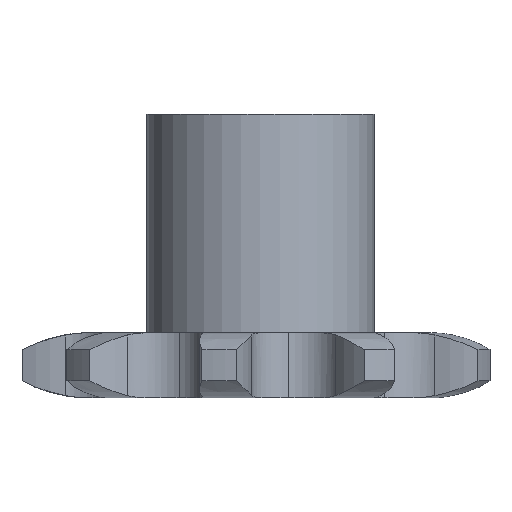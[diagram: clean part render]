
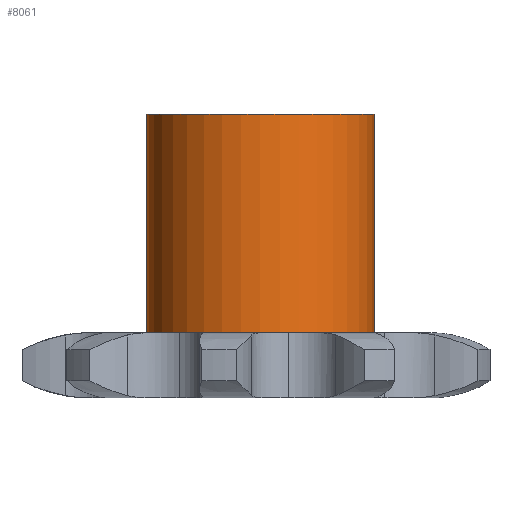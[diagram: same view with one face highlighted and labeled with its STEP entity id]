
A CAD part, left-side view. The second image highlights one B-rep face of the part: STEP entity #8061.
In plain terms, the highlighted cylindrical face has radius 4 mm (diameter 8 mm), a full revolution.
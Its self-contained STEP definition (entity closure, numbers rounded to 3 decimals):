
#100 = PLANE('',#101);
#101 = AXIS2_PLACEMENT_3D('',#102,#103,#104);
#102 = CARTESIAN_POINT('',(0.,0.,1.15));
#103 = DIRECTION('',(0.,0.,1.));
#104 = DIRECTION('',(0.,1.,0.));
#2787 = EDGE_CURVE('',#2788,#2788,#2790,.T.);
#2788 = VERTEX_POINT('',#2789);
#2789 = CARTESIAN_POINT('',(4.,0.,1.15));
#2790 = SURFACE_CURVE('',#2791,(#2796,#2807),.PCURVE_S1.);
#2791 = CIRCLE('',#2792,4.);
#2792 = AXIS2_PLACEMENT_3D('',#2793,#2794,#2795);
#2793 = CARTESIAN_POINT('',(0.,0.,1.15));
#2794 = DIRECTION('',(0.,0.,-1.));
#2795 = DIRECTION('',(1.,0.,0.));
#2796 = PCURVE('',#100,#2797);
#2797 = DEFINITIONAL_REPRESENTATION('',(#2798),#2806);
#2798 = ( BOUNDED_CURVE() B_SPLINE_CURVE(2,(#2799,#2800,#2801,#2802,
#2803,#2804,#2805),.UNSPECIFIED.,.T.,.F.) B_SPLINE_CURVE_WITH_KNOTS((1,2
    ,2,2,2,1),(-2.094,0.,2.094,4.189,
6.283,8.378),.UNSPECIFIED.) CURVE() 
GEOMETRIC_REPRESENTATION_ITEM() RATIONAL_B_SPLINE_CURVE((1.,0.5,1.,0.5,
1.,0.5,1.)) REPRESENTATION_ITEM('') );
#2799 = CARTESIAN_POINT('',(0.,-4.));
#2800 = CARTESIAN_POINT('',(-6.928,-4.));
#2801 = CARTESIAN_POINT('',(-3.464,2.));
#2802 = CARTESIAN_POINT('',(0.,8.));
#2803 = CARTESIAN_POINT('',(3.464,2.));
#2804 = CARTESIAN_POINT('',(6.928,-4.));
#2805 = CARTESIAN_POINT('',(0.,-4.));
#2806 = ( GEOMETRIC_REPRESENTATION_CONTEXT(2) 
PARAMETRIC_REPRESENTATION_CONTEXT() REPRESENTATION_CONTEXT('2D SPACE',''
  ) );
#2807 = PCURVE('',#2808,#2813);
#2808 = CYLINDRICAL_SURFACE('',#2809,4.);
#2809 = AXIS2_PLACEMENT_3D('',#2810,#2811,#2812);
#2810 = CARTESIAN_POINT('',(0.,0.,0.));
#2811 = DIRECTION('',(0.,0.,-1.));
#2812 = DIRECTION('',(1.,0.,0.));
#2813 = DEFINITIONAL_REPRESENTATION('',(#2814),#2818);
#2814 = LINE('',#2815,#2816);
#2815 = CARTESIAN_POINT('',(-6.283,-1.15));
#2816 = VECTOR('',#2817,1.);
#2817 = DIRECTION('',(1.,-0.));
#2818 = ( GEOMETRIC_REPRESENTATION_CONTEXT(2) 
PARAMETRIC_REPRESENTATION_CONTEXT() REPRESENTATION_CONTEXT('2D SPACE',''
  ) );
#6932 = PLANE('',#6933);
#6933 = AXIS2_PLACEMENT_3D('',#6934,#6935,#6936);
#6934 = CARTESIAN_POINT('',(0.,0.,8.85));
#6935 = DIRECTION('',(-0.,0.,1.));
#6936 = DIRECTION('',(0.,-1.,0.));
#8061 = ADVANCED_FACE('',(#8062),#2808,.T.);
#8062 = FACE_BOUND('',#8063,.F.);
#8063 = EDGE_LOOP('',(#8064,#8065,#8088,#8110));
#8064 = ORIENTED_EDGE('',*,*,#2787,.T.);
#8065 = ORIENTED_EDGE('',*,*,#8066,.T.);
#8066 = EDGE_CURVE('',#2788,#8067,#8069,.T.);
#8067 = VERTEX_POINT('',#8068);
#8068 = CARTESIAN_POINT('',(4.,0.,8.85));
#8069 = SEAM_CURVE('',#8070,(#8074,#8081),.PCURVE_S1.);
#8070 = LINE('',#8071,#8072);
#8071 = CARTESIAN_POINT('',(4.,0.,0.));
#8072 = VECTOR('',#8073,1.);
#8073 = DIRECTION('',(0.,0.,1.));
#8074 = PCURVE('',#2808,#8075);
#8075 = DEFINITIONAL_REPRESENTATION('',(#8076),#8080);
#8076 = LINE('',#8077,#8078);
#8077 = CARTESIAN_POINT('',(-6.283,0.));
#8078 = VECTOR('',#8079,1.);
#8079 = DIRECTION('',(-0.,-1.));
#8080 = ( GEOMETRIC_REPRESENTATION_CONTEXT(2) 
PARAMETRIC_REPRESENTATION_CONTEXT() REPRESENTATION_CONTEXT('2D SPACE',''
  ) );
#8081 = PCURVE('',#2808,#8082);
#8082 = DEFINITIONAL_REPRESENTATION('',(#8083),#8087);
#8083 = LINE('',#8084,#8085);
#8084 = CARTESIAN_POINT('',(-0.,0.));
#8085 = VECTOR('',#8086,1.);
#8086 = DIRECTION('',(-0.,-1.));
#8087 = ( GEOMETRIC_REPRESENTATION_CONTEXT(2) 
PARAMETRIC_REPRESENTATION_CONTEXT() REPRESENTATION_CONTEXT('2D SPACE',''
  ) );
#8088 = ORIENTED_EDGE('',*,*,#8089,.T.);
#8089 = EDGE_CURVE('',#8067,#8067,#8090,.T.);
#8090 = SURFACE_CURVE('',#8091,(#8096,#8103),.PCURVE_S1.);
#8091 = CIRCLE('',#8092,4.);
#8092 = AXIS2_PLACEMENT_3D('',#8093,#8094,#8095);
#8093 = CARTESIAN_POINT('',(0.,0.,8.85));
#8094 = DIRECTION('',(0.,0.,1.));
#8095 = DIRECTION('',(1.,0.,0.));
#8096 = PCURVE('',#2808,#8097);
#8097 = DEFINITIONAL_REPRESENTATION('',(#8098),#8102);
#8098 = LINE('',#8099,#8100);
#8099 = CARTESIAN_POINT('',(-0.,-8.85));
#8100 = VECTOR('',#8101,1.);
#8101 = DIRECTION('',(-1.,0.));
#8102 = ( GEOMETRIC_REPRESENTATION_CONTEXT(2) 
PARAMETRIC_REPRESENTATION_CONTEXT() REPRESENTATION_CONTEXT('2D SPACE',''
  ) );
#8103 = PCURVE('',#6932,#8104);
#8104 = DEFINITIONAL_REPRESENTATION('',(#8105),#8109);
#8105 = CIRCLE('',#8106,4.);
#8106 = AXIS2_PLACEMENT_2D('',#8107,#8108);
#8107 = CARTESIAN_POINT('',(0.,0.));
#8108 = DIRECTION('',(0.,1.));
#8109 = ( GEOMETRIC_REPRESENTATION_CONTEXT(2) 
PARAMETRIC_REPRESENTATION_CONTEXT() REPRESENTATION_CONTEXT('2D SPACE',''
  ) );
#8110 = ORIENTED_EDGE('',*,*,#8066,.F.);
